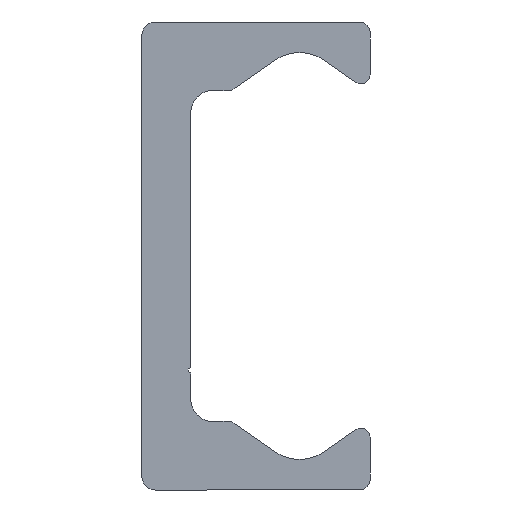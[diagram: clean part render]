
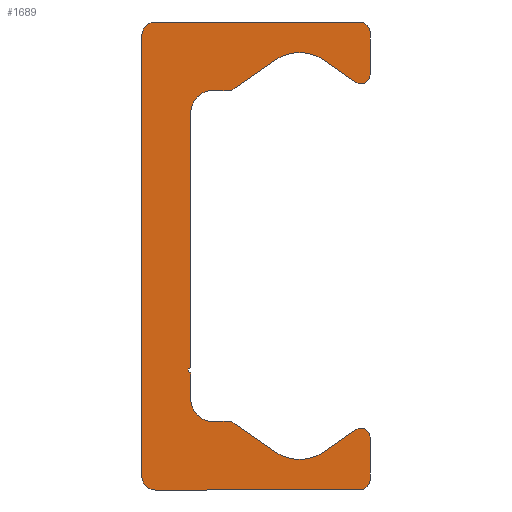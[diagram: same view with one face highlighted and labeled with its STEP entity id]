
A CAD part, left-side view. The second image highlights one B-rep face of the part: STEP entity #1689.
In plain terms, the highlighted planar face has unit normal (-1, 0, 0).
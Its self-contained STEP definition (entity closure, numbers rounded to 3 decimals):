
#756=CARTESIAN_POINT('',(0.0,9.25,-21.5));
#757=VERTEX_POINT('',#756);
#764=CARTESIAN_POINT('',(0.0,10.5,-20.25));
#765=VERTEX_POINT('',#764);
#766=CARTESIAN_POINT('',(0.0,9.25,-20.25));
#767=DIRECTION('',(1.0,0.0,0.0));
#768=DIRECTION('',(0.0,0.0,-1.0));
#769=AXIS2_PLACEMENT_3D('',#766,#767,#768);
#770=CIRCLE('',#769,1.25);
#771=EDGE_CURVE('',#757,#765,#770,.T.);
#795=CARTESIAN_POINT('',(0.0,-9.5,-21.5));
#796=VERTEX_POINT('',#795);
#803=CARTESIAN_POINT('',(0.0,-9.5,-21.5));
#804=DIRECTION('',(0.0,1.0,0.0));
#805=VECTOR('',#804,18.75);
#806=LINE('',#803,#805);
#807=EDGE_CURVE('',#796,#757,#806,.T.);
#827=CARTESIAN_POINT('',(0.0,-10.5,-20.5));
#828=VERTEX_POINT('',#827);
#835=CARTESIAN_POINT('',(0.0,-9.5,-20.5));
#836=DIRECTION('',(1.0,0.0,0.0));
#837=DIRECTION('',(0.0,-1.0,0.0));
#838=AXIS2_PLACEMENT_3D('',#835,#836,#837);
#839=CIRCLE('',#838,1.0);
#840=EDGE_CURVE('',#828,#796,#839,.T.);
#859=CARTESIAN_POINT('',(0.0,-10.5,-16.65));
#860=VERTEX_POINT('',#859);
#867=CARTESIAN_POINT('',(0.0,-10.5,-16.65));
#868=DIRECTION('',(0.0,0.0,-1.0));
#869=VECTOR('',#868,3.85);
#870=LINE('',#867,#869);
#871=EDGE_CURVE('',#860,#828,#870,.T.);
#891=CARTESIAN_POINT('',(0.0,-9.162,-15.954));
#892=VERTEX_POINT('',#891);
#899=CARTESIAN_POINT('',(0.0,-9.65,-16.65));
#900=DIRECTION('',(1.0,0.0,0.0));
#901=DIRECTION('',(0.0,0.574,0.819));
#902=AXIS2_PLACEMENT_3D('',#899,#900,#901);
#903=CIRCLE('',#902,0.85);
#904=EDGE_CURVE('',#892,#860,#903,.T.);
#923=CARTESIAN_POINT('',(0.0,-6.294,-17.962));
#924=VERTEX_POINT('',#923);
#931=CARTESIAN_POINT('',(0.0,-6.294,-17.962));
#932=DIRECTION('',(0.0,-0.819,0.574));
#933=VECTOR('',#932,3.501);
#934=LINE('',#931,#933);
#935=EDGE_CURVE('',#924,#892,#934,.T.);
#955=CARTESIAN_POINT('',(0.0,-1.706,-17.962));
#956=VERTEX_POINT('',#955);
#963=CARTESIAN_POINT('',(0.0,-4.,-14.685));
#964=DIRECTION('',(-1.0,0.0,0.0));
#965=DIRECTION('',(0.0,0.574,0.819));
#966=AXIS2_PLACEMENT_3D('',#963,#964,#965);
#967=CIRCLE('',#966,4.0);
#968=EDGE_CURVE('',#956,#924,#967,.T.);
#987=CARTESIAN_POINT('',(0.0,1.981,-15.381));
#988=VERTEX_POINT('',#987);
#995=CARTESIAN_POINT('',(0.0,1.981,-15.381));
#996=DIRECTION('',(0.0,-0.819,-0.574));
#997=VECTOR('',#996,4.5);
#998=LINE('',#995,#997);
#999=EDGE_CURVE('',#988,#956,#998,.T.);
#1019=CARTESIAN_POINT('',(0.0,2.554,-15.2));
#1020=VERTEX_POINT('',#1019);
#1027=CARTESIAN_POINT('',(0.0,2.554,-16.2));
#1028=DIRECTION('',(1.0,0.0,0.0));
#1029=DIRECTION('',(0.0,0.0,1.0));
#1030=AXIS2_PLACEMENT_3D('',#1027,#1028,#1029);
#1031=CIRCLE('',#1030,1.);
#1032=EDGE_CURVE('',#1020,#988,#1031,.T.);
#1051=CARTESIAN_POINT('',(0.0,4.0,-15.2));
#1052=VERTEX_POINT('',#1051);
#1059=CARTESIAN_POINT('',(0.0,4.0,-15.2));
#1060=DIRECTION('',(0.0,-1.0,0.0));
#1061=VECTOR('',#1060,1.446);
#1062=LINE('',#1059,#1061);
#1063=EDGE_CURVE('',#1052,#1020,#1062,.T.);
#1083=CARTESIAN_POINT('',(0.0,6.,-13.2));
#1084=VERTEX_POINT('',#1083);
#1091=CARTESIAN_POINT('',(0.0,4.,-13.2));
#1092=DIRECTION('',(-1.0,0.0,0.0));
#1093=DIRECTION('',(0.0,0.0,1.0));
#1094=AXIS2_PLACEMENT_3D('',#1091,#1092,#1093);
#1095=CIRCLE('',#1094,2.0);
#1096=EDGE_CURVE('',#1084,#1052,#1095,.T.);
#1115=CARTESIAN_POINT('',(0.0,6.,-10.75));
#1116=VERTEX_POINT('',#1115);
#1123=CARTESIAN_POINT('',(0.0,6.,-10.75));
#1124=DIRECTION('',(0.0,0.0,-1.0));
#1125=VECTOR('',#1124,2.45);
#1126=LINE('',#1123,#1125);
#1127=EDGE_CURVE('',#1116,#1084,#1126,.T.);
#1147=CARTESIAN_POINT('',(0.0,6.,-10.25));
#1148=VERTEX_POINT('',#1147);
#1155=CARTESIAN_POINT('',(0.0,6.,-10.5));
#1156=DIRECTION('',(-1.0,0.0,0.0));
#1157=DIRECTION('',(0.0,0.0,1.0));
#1158=AXIS2_PLACEMENT_3D('',#1155,#1156,#1157);
#1159=CIRCLE('',#1158,0.25);
#1160=EDGE_CURVE('',#1148,#1116,#1159,.T.);
#1179=CARTESIAN_POINT('',(0.0,6.,13.2));
#1180=VERTEX_POINT('',#1179);
#1187=CARTESIAN_POINT('',(0.0,6.,13.2));
#1188=DIRECTION('',(0.0,0.0,-1.0));
#1189=VECTOR('',#1188,23.45);
#1190=LINE('',#1187,#1189);
#1191=EDGE_CURVE('',#1180,#1148,#1190,.T.);
#1253=CARTESIAN_POINT('',(0.0,4.0,15.2));
#1254=VERTEX_POINT('',#1253);
#1261=CARTESIAN_POINT('',(0.0,4.,13.2));
#1262=DIRECTION('',(-1.0,0.0,0.0));
#1263=DIRECTION('',(0.0,-1.0,0.0));
#1264=AXIS2_PLACEMENT_3D('',#1261,#1262,#1263);
#1265=CIRCLE('',#1264,2.0);
#1266=EDGE_CURVE('',#1254,#1180,#1265,.T.);
#1285=CARTESIAN_POINT('',(0.0,2.554,15.2));
#1286=VERTEX_POINT('',#1285);
#1293=CARTESIAN_POINT('',(0.0,2.554,15.2));
#1294=DIRECTION('',(0.0,1.0,0.0));
#1295=VECTOR('',#1294,1.446);
#1296=LINE('',#1293,#1295);
#1297=EDGE_CURVE('',#1286,#1254,#1296,.T.);
#1317=CARTESIAN_POINT('',(0.0,1.981,15.381));
#1318=VERTEX_POINT('',#1317);
#1325=CARTESIAN_POINT('',(0.0,2.554,16.2));
#1326=DIRECTION('',(1.0,0.0,0.0));
#1327=DIRECTION('',(0.0,-0.574,-0.819));
#1328=AXIS2_PLACEMENT_3D('',#1325,#1326,#1327);
#1329=CIRCLE('',#1328,1.);
#1330=EDGE_CURVE('',#1318,#1286,#1329,.T.);
#1349=CARTESIAN_POINT('',(0.0,-1.706,17.962));
#1350=VERTEX_POINT('',#1349);
#1357=CARTESIAN_POINT('',(0.0,-1.706,17.962));
#1358=DIRECTION('',(0.0,0.819,-0.574));
#1359=VECTOR('',#1358,4.5);
#1360=LINE('',#1357,#1359);
#1361=EDGE_CURVE('',#1350,#1318,#1360,.T.);
#1381=CARTESIAN_POINT('',(0.0,-6.294,17.962));
#1382=VERTEX_POINT('',#1381);
#1389=CARTESIAN_POINT('',(0.0,-4.,14.685));
#1390=DIRECTION('',(-1.0,0.0,0.0));
#1391=DIRECTION('',(0.0,-0.574,-0.819));
#1392=AXIS2_PLACEMENT_3D('',#1389,#1390,#1391);
#1393=CIRCLE('',#1392,4.0);
#1394=EDGE_CURVE('',#1382,#1350,#1393,.T.);
#1413=CARTESIAN_POINT('',(0.0,-9.162,15.954));
#1414=VERTEX_POINT('',#1413);
#1421=CARTESIAN_POINT('',(0.0,-9.162,15.954));
#1422=DIRECTION('',(0.0,0.819,0.574));
#1423=VECTOR('',#1422,3.501);
#1424=LINE('',#1421,#1423);
#1425=EDGE_CURVE('',#1414,#1382,#1424,.T.);
#1445=CARTESIAN_POINT('',(0.0,-10.5,16.65));
#1446=VERTEX_POINT('',#1445);
#1453=CARTESIAN_POINT('',(0.0,-9.65,16.65));
#1454=DIRECTION('',(1.0,0.0,0.0));
#1455=DIRECTION('',(0.0,-1.0,0.0));
#1456=AXIS2_PLACEMENT_3D('',#1453,#1454,#1455);
#1457=CIRCLE('',#1456,0.85);
#1458=EDGE_CURVE('',#1446,#1414,#1457,.T.);
#1477=CARTESIAN_POINT('',(0.0,-10.5,20.5));
#1478=VERTEX_POINT('',#1477);
#1485=CARTESIAN_POINT('',(0.0,-10.5,20.5));
#1486=DIRECTION('',(0.0,0.0,-1.0));
#1487=VECTOR('',#1486,3.85);
#1488=LINE('',#1485,#1487);
#1489=EDGE_CURVE('',#1478,#1446,#1488,.T.);
#1509=CARTESIAN_POINT('',(0.0,-9.5,21.5));
#1510=VERTEX_POINT('',#1509);
#1517=CARTESIAN_POINT('',(0.0,-9.5,20.5));
#1518=DIRECTION('',(1.0,0.0,0.0));
#1519=DIRECTION('',(0.0,0.0,1.0));
#1520=AXIS2_PLACEMENT_3D('',#1517,#1518,#1519);
#1521=CIRCLE('',#1520,1.0);
#1522=EDGE_CURVE('',#1510,#1478,#1521,.T.);
#1541=CARTESIAN_POINT('',(0.0,9.25,21.5));
#1542=VERTEX_POINT('',#1541);
#1549=CARTESIAN_POINT('',(0.0,9.25,21.5));
#1550=DIRECTION('',(0.0,-1.0,0.0));
#1551=VECTOR('',#1550,18.75);
#1552=LINE('',#1549,#1551);
#1553=EDGE_CURVE('',#1542,#1510,#1552,.T.);
#1573=CARTESIAN_POINT('',(0.0,10.5,20.25));
#1574=VERTEX_POINT('',#1573);
#1581=CARTESIAN_POINT('',(0.0,9.25,20.25));
#1582=DIRECTION('',(1.0,0.0,0.0));
#1583=DIRECTION('',(0.0,1.0,0.0));
#1584=AXIS2_PLACEMENT_3D('',#1581,#1582,#1583);
#1585=CIRCLE('',#1584,1.25);
#1586=EDGE_CURVE('',#1574,#1542,#1585,.T.);
#1604=CARTESIAN_POINT('',(0.0,10.5,-20.25));
#1605=DIRECTION('',(0.0,0.0,1.0));
#1606=VECTOR('',#1605,40.5);
#1607=LINE('',#1604,#1606);
#1608=EDGE_CURVE('',#765,#1574,#1607,.T.);
#1656=CARTESIAN_POINT('',(0.0,2.66,-0.019));
#1657=DIRECTION('',(1.0,0.0,0.0));
#1658=DIRECTION('',(0.0,0.0,-1.0));
#1659=AXIS2_PLACEMENT_3D('',#1656,#1657,#1658);
#1660=PLANE('',#1659);
#1661=ORIENTED_EDGE('',*,*,#1608,.F.);
#1662=ORIENTED_EDGE('',*,*,#771,.F.);
#1663=ORIENTED_EDGE('',*,*,#807,.F.);
#1664=ORIENTED_EDGE('',*,*,#840,.F.);
#1665=ORIENTED_EDGE('',*,*,#871,.F.);
#1666=ORIENTED_EDGE('',*,*,#904,.F.);
#1667=ORIENTED_EDGE('',*,*,#935,.F.);
#1668=ORIENTED_EDGE('',*,*,#968,.F.);
#1669=ORIENTED_EDGE('',*,*,#999,.F.);
#1670=ORIENTED_EDGE('',*,*,#1032,.F.);
#1671=ORIENTED_EDGE('',*,*,#1063,.F.);
#1672=ORIENTED_EDGE('',*,*,#1096,.F.);
#1673=ORIENTED_EDGE('',*,*,#1127,.F.);
#1674=ORIENTED_EDGE('',*,*,#1160,.F.);
#1675=ORIENTED_EDGE('',*,*,#1191,.F.);
#1676=ORIENTED_EDGE('',*,*,#1266,.F.);
#1677=ORIENTED_EDGE('',*,*,#1297,.F.);
#1678=ORIENTED_EDGE('',*,*,#1330,.F.);
#1679=ORIENTED_EDGE('',*,*,#1361,.F.);
#1680=ORIENTED_EDGE('',*,*,#1394,.F.);
#1681=ORIENTED_EDGE('',*,*,#1425,.F.);
#1682=ORIENTED_EDGE('',*,*,#1458,.F.);
#1683=ORIENTED_EDGE('',*,*,#1489,.F.);
#1684=ORIENTED_EDGE('',*,*,#1522,.F.);
#1685=ORIENTED_EDGE('',*,*,#1553,.F.);
#1686=ORIENTED_EDGE('',*,*,#1586,.F.);
#1687=EDGE_LOOP('',(#1661,#1662,#1663,#1664,#1665,#1666,#1667,#1668,#1669,#1670,#1671,#1672,#1673,#1674,#1675,#1676,#1677,#1678,#1679,#1680,#1681,#1682,#1683,#1684,#1685,#1686));
#1688=FACE_OUTER_BOUND('',#1687,.T.);
#1689=ADVANCED_FACE('',(#1688),#1660,.F.);
